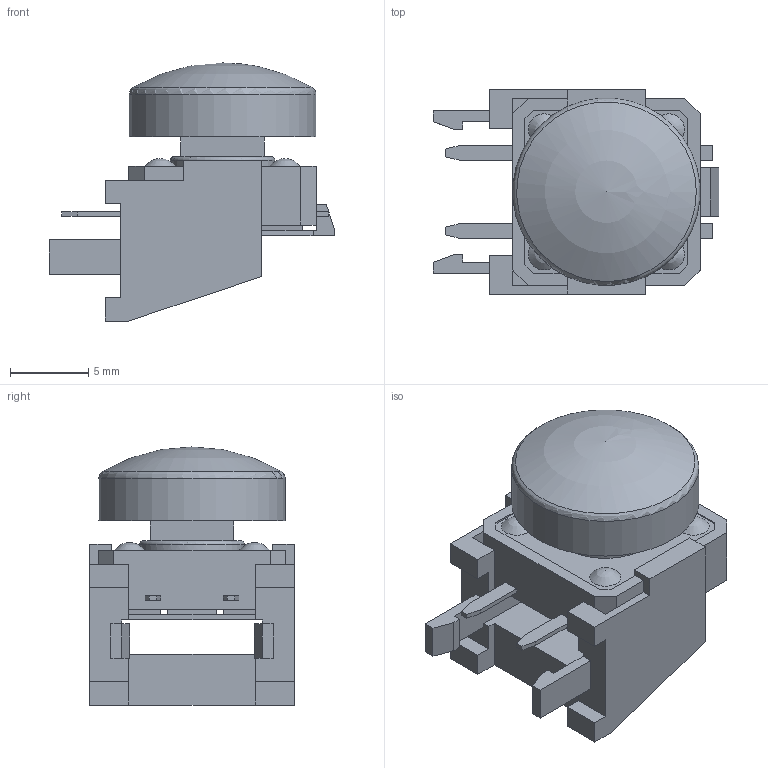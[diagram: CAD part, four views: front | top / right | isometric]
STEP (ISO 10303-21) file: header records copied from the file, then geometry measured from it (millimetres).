
FILE_DESCRIPTION((' '),'2;1');
FILE_NAME('TL1100CFxxxx.08xxx.stp.stp','2017-07-19T14:19:50',(' '),(' '),' ','ACIS',' ');
FILE_SCHEMA(('CONFIG_CONTROL_DESIGN'));
Length unit declared in the file: inch
Products named in the file (1): TL1100CFxxxx.08xxx.stp.stp
Bounding box: 18.3 x 13.1 x 16.53 mm (x, y, z)
Volume: 1286.9 mm3; surface area: 2149 mm2
Topology: 1 solids, 3 shells, 327 faces, 905 edges, 582 vertices
Faces by surface type: plane 263, cylinder 43, torus 9, bspline 6, sphere 5, cone 1
Full cylindrical faces by diameter (mm): 0.8 x4, 1 x4, 1.75 x1, 2.32 x1, 3 x1, 4.84 x1, 6.7 x1, 6.95 x1, 12 x1
Entity records: 10310 total; most frequent: CARTESIAN_POINT 2013, ORIENTED_EDGE 1722, DIRECTION 1599, EDGE_CURVE 861, VECTOR 719, LINE 719, VERTEX_POINT 564, AXIS2_PLACEMENT_3D 440
